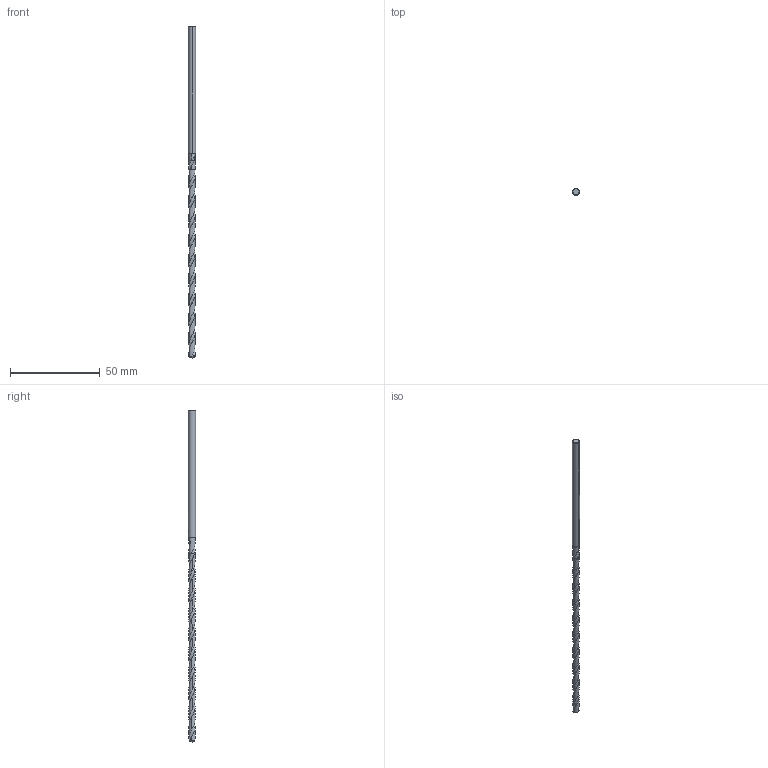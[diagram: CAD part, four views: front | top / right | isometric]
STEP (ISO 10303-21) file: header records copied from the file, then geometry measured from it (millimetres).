
FILE_DESCRIPTION(('no description'),'unknown implementation level');
FILE_NAME('solidllwvegDyb_x8rE1fpLa63y5kqf8_1.STP',' ',('CIM GmbH Aachen'),('CADClick - KiM GmbH - www.kimweb.de'),'unknown preprocess','ACIS','unknown authorization');
FILE_SCHEMA(('automotive_design'));
Length unit declared in the file: millimetre
Products named in the file (2): 1; 2
Bounding box: 4 x 4 x 185 mm (x, y, z)
Volume: 1670.2 mm3; surface area: 2221.4 mm2
Topology: 2 solids, 2 shells, 71 faces, 195 edges, 125 vertices
Faces by surface type: cone 32, plane 19, cylinder 14, bspline 4, revolution 2
Entity records: 30163 total; most frequent: CARTESIAN_POINT 26354, STYLED_ITEM 389, PRESENTATION_STYLE_ASSIGNMENT 389, COLOUR_RGB 389, ORIENTED_EDGE 382, DIRECTION 271, EDGE_CURVE 191, CURVE_STYLE 191
